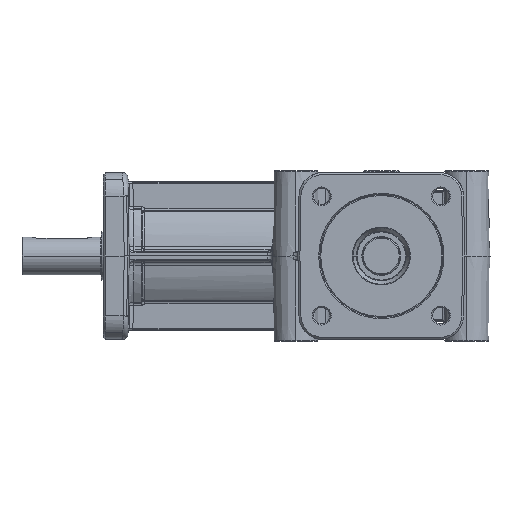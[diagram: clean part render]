
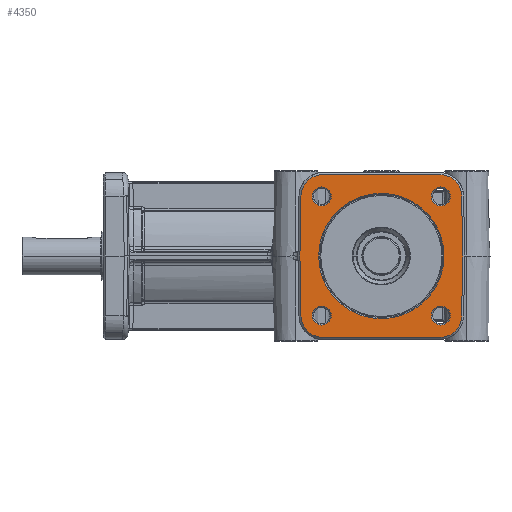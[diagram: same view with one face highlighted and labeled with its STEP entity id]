
A CAD part, left-side view. The second image highlights one B-rep face of the part: STEP entity #4350.
In plain terms, the highlighted planar face has unit normal (-1, 0, 0).
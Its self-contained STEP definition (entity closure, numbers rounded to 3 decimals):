
#4350=ADVANCED_FACE('',(#11004,#11005,#11006,#11007,#11008,#11009),#11010,.T.);
#11004=FACE_OUTER_BOUND('',#21413,.T.);
#11005=FACE_BOUND('',#21414,.T.);
#11006=FACE_BOUND('',#21415,.T.);
#11007=FACE_BOUND('',#21416,.T.);
#11008=FACE_BOUND('',#21417,.T.);
#11009=FACE_BOUND('',#21418,.T.);
#11010=PLANE('',#21419);
#21413=EDGE_LOOP('',(#99563,#99564,#99565,#99566,#99567,#99568,#99569,#99570,#99571,#99572,#99573,#99574,#99575,#99576));
#21414=EDGE_LOOP('',(#99577,#99578));
#21415=EDGE_LOOP('',(#99579,#99580));
#21416=EDGE_LOOP('',(#99581,#99582));
#21417=EDGE_LOOP('',(#99583,#99584));
#21418=EDGE_LOOP('',(#99585,#99586));
#21419=AXIS2_PLACEMENT_3D('',#99587,#99588,#99589);
#99563=ORIENTED_EDGE('',*,*,#120370,.F.);
#99564=ORIENTED_EDGE('',*,*,#120371,.F.);
#99565=ORIENTED_EDGE('',*,*,#118201,.F.);
#99566=ORIENTED_EDGE('',*,*,#120372,.F.);
#99567=ORIENTED_EDGE('',*,*,#120373,.F.);
#99568=ORIENTED_EDGE('',*,*,#118193,.F.);
#99569=ORIENTED_EDGE('',*,*,#120374,.F.);
#99570=ORIENTED_EDGE('',*,*,#120375,.F.);
#99571=ORIENTED_EDGE('',*,*,#120376,.F.);
#99572=ORIENTED_EDGE('',*,*,#118189,.F.);
#99573=ORIENTED_EDGE('',*,*,#120377,.F.);
#99574=ORIENTED_EDGE('',*,*,#120378,.F.);
#99575=ORIENTED_EDGE('',*,*,#118197,.F.);
#99576=ORIENTED_EDGE('',*,*,#120379,.F.);
#99577=ORIENTED_EDGE('',*,*,#120380,.F.);
#99578=ORIENTED_EDGE('',*,*,#118305,.F.);
#99579=ORIENTED_EDGE('',*,*,#120381,.F.);
#99580=ORIENTED_EDGE('',*,*,#118285,.F.);
#99581=ORIENTED_EDGE('',*,*,#120382,.F.);
#99582=ORIENTED_EDGE('',*,*,#118276,.F.);
#99583=ORIENTED_EDGE('',*,*,#120383,.F.);
#99584=ORIENTED_EDGE('',*,*,#118296,.F.);
#99585=ORIENTED_EDGE('',*,*,#120367,.F.);
#99586=ORIENTED_EDGE('',*,*,#120034,.F.);
#99587=CARTESIAN_POINT('',(-75.0,18.5,0.0));
#99588=DIRECTION('',(-1.0,0.0,0.0));
#99589=DIRECTION('',(0.0,0.0,1.0));
#118189=EDGE_CURVE('',#129470,#129472,#129473,.T.);
#118193=EDGE_CURVE('',#129476,#129478,#129479,.T.);
#118197=EDGE_CURVE('',#129482,#129484,#129485,.T.);
#118201=EDGE_CURVE('',#129488,#129490,#129491,.T.);
#118276=EDGE_CURVE('',#129606,#129608,#129609,.T.);
#118285=EDGE_CURVE('',#129621,#129623,#129624,.T.);
#118296=EDGE_CURVE('',#129640,#129642,#129643,.T.);
#118305=EDGE_CURVE('',#129654,#129656,#129657,.T.);
#120034=EDGE_CURVE('',#132696,#132698,#132699,.T.);
#120367=EDGE_CURVE('',#132698,#132696,#133167,.T.);
#120370=EDGE_CURVE('',#133170,#133171,#133172,.T.);
#120371=EDGE_CURVE('',#129490,#133170,#133173,.T.);
#120372=EDGE_CURVE('',#133174,#129488,#133175,.T.);
#120373=EDGE_CURVE('',#129478,#133174,#133176,.T.);
#120374=EDGE_CURVE('',#133177,#129476,#133178,.T.);
#120375=EDGE_CURVE('',#133179,#133177,#133180,.T.);
#120376=EDGE_CURVE('',#129472,#133179,#133181,.T.);
#120377=EDGE_CURVE('',#133182,#129470,#133183,.T.);
#120378=EDGE_CURVE('',#129484,#133182,#133184,.T.);
#120379=EDGE_CURVE('',#133171,#129482,#133185,.T.);
#120380=EDGE_CURVE('',#129656,#129654,#133186,.T.);
#120381=EDGE_CURVE('',#129623,#129621,#133187,.T.);
#120382=EDGE_CURVE('',#129608,#129606,#133188,.T.);
#120383=EDGE_CURVE('',#129642,#129640,#133189,.T.);
#129470=VERTEX_POINT('',#146286);
#129472=VERTEX_POINT('',#146289);
#129473=CIRCLE('',#146290,11.0);
#129476=VERTEX_POINT('',#146294);
#129478=VERTEX_POINT('',#146297);
#129479=CIRCLE('',#146298,11.0);
#129482=VERTEX_POINT('',#146302);
#129484=VERTEX_POINT('',#146305);
#129485=CIRCLE('',#146306,11.0);
#129488=VERTEX_POINT('',#146310);
#129490=VERTEX_POINT('',#146313);
#129491=CIRCLE('',#146314,11.0);
#129606=VERTEX_POINT('',#146491);
#129608=VERTEX_POINT('',#146494);
#129609=CIRCLE('',#146495,4.765);
#129621=VERTEX_POINT('',#146510);
#129623=VERTEX_POINT('',#146513);
#129624=CIRCLE('',#146514,4.765);
#129640=VERTEX_POINT('',#146558);
#129642=VERTEX_POINT('',#146561);
#129643=CIRCLE('',#146562,4.765);
#129654=VERTEX_POINT('',#146576);
#129656=VERTEX_POINT('',#146579);
#129657=CIRCLE('',#146580,4.765);
#132696=VERTEX_POINT('',#153301);
#132698=VERTEX_POINT('',#153304);
#132699=CIRCLE('',#153305,31.577);
#133167=CIRCLE('',#154104,31.577);
#133170=VERTEX_POINT('',#154107);
#133171=VERTEX_POINT('',#154108);
#133172=LINE('',#154109,#154110);
#133173=LINE('',#154111,#154112);
#133174=VERTEX_POINT('',#154113);
#133175=CIRCLE('',#154114,11.0);
#133176=LINE('',#154115,#154116);
#133177=VERTEX_POINT('',#154117);
#133178=CIRCLE('',#154118,11.0);
#133179=VERTEX_POINT('',#154119);
#133180=LINE('',#154120,#154121);
#133181=LINE('',#154122,#154123);
#133182=VERTEX_POINT('',#154124);
#133183=CIRCLE('',#154125,11.0);
#133184=LINE('',#154126,#154127);
#133185=CIRCLE('',#154128,11.0);
#133186=CIRCLE('',#154129,4.765);
#133187=CIRCLE('',#154130,4.765);
#133188=CIRCLE('',#154131,4.765);
#133189=CIRCLE('',#154132,4.765);
#146286=CARTESIAN_POINT('',(-75.0,37.185,-37.846));
#146289=CARTESIAN_POINT('',(-75.0,40.473,-30.192));
#146290=AXIS2_PLACEMENT_3D('',#186442,#186443,#186444);
#146294=CARTESIAN_POINT('',(-75.0,37.185,37.846));
#146297=CARTESIAN_POINT('',(-75.0,29.475,41.0));
#146298=AXIS2_PLACEMENT_3D('',#186447,#186448,#186449);
#146302=CARTESIAN_POINT('',(-75.0,-37.185,-37.846));
#146305=CARTESIAN_POINT('',(-75.0,-29.475,-41.0));
#146306=AXIS2_PLACEMENT_3D('',#186452,#186453,#186454);
#146310=CARTESIAN_POINT('',(-75.0,-37.185,37.846));
#146313=CARTESIAN_POINT('',(-75.0,-40.473,30.192));
#146314=AXIS2_PLACEMENT_3D('',#186457,#186458,#186459);
#146491=CARTESIAN_POINT('',(-75.0,25.235,-30.0));
#146494=CARTESIAN_POINT('',(-75.0,34.765,-30.0));
#146495=AXIS2_PLACEMENT_3D('',#186554,#186555,#186556);
#146510=CARTESIAN_POINT('',(-75.0,-34.765,30.0));
#146513=CARTESIAN_POINT('',(-75.0,-25.235,30.0));
#146514=AXIS2_PLACEMENT_3D('',#186567,#186568,#186569);
#146558=CARTESIAN_POINT('',(-75.0,-34.765,-30.0));
#146561=CARTESIAN_POINT('',(-75.0,-25.235,-30.0));
#146562=AXIS2_PLACEMENT_3D('',#186583,#186584,#186585);
#146576=CARTESIAN_POINT('',(-75.0,25.235,30.0));
#146579=CARTESIAN_POINT('',(-75.0,34.765,30.0));
#146580=AXIS2_PLACEMENT_3D('',#186596,#186597,#186598);
#153301=CARTESIAN_POINT('',(-75.0,31.577,0.));
#153304=CARTESIAN_POINT('',(-75.0,-31.577,0.));
#153305=AXIS2_PLACEMENT_3D('',#188728,#188729,#188730);
#154104=AXIS2_PLACEMENT_3D('',#189149,#189150,#189151);
#154107=CARTESIAN_POINT('',(-75.0,-41.,0.));
#154108=CARTESIAN_POINT('',(-75.0,-40.473,-30.192));
#154109=CARTESIAN_POINT('',(-75.0,-41.,0.));
#154110=VECTOR('',#189152,30.197);
#154111=CARTESIAN_POINT('',(-75.0,-40.473,30.192));
#154112=VECTOR('',#189153,30.197);
#154113=CARTESIAN_POINT('',(-75.0,-29.475,41.0));
#154114=AXIS2_PLACEMENT_3D('',#189154,#189155,#189156);
#154115=CARTESIAN_POINT('',(-75.0,29.475,41.0));
#154116=VECTOR('',#189157,58.949);
#154117=CARTESIAN_POINT('',(-75.0,40.473,30.192));
#154118=AXIS2_PLACEMENT_3D('',#189158,#189159,#189160);
#154119=CARTESIAN_POINT('',(-75.0,41.,0.));
#154120=CARTESIAN_POINT('',(-75.0,41.,0.));
#154121=VECTOR('',#189161,30.197);
#154122=CARTESIAN_POINT('',(-75.0,40.473,-30.192));
#154123=VECTOR('',#189162,30.197);
#154124=CARTESIAN_POINT('',(-75.0,29.475,-41.0));
#154125=AXIS2_PLACEMENT_3D('',#189163,#189164,#189165);
#154126=CARTESIAN_POINT('',(-75.0,-29.475,-41.0));
#154127=VECTOR('',#189166,58.949);
#154128=AXIS2_PLACEMENT_3D('',#189167,#189168,#189169);
#154129=AXIS2_PLACEMENT_3D('',#189170,#189171,#189172);
#154130=AXIS2_PLACEMENT_3D('',#189173,#189174,#189175);
#154131=AXIS2_PLACEMENT_3D('',#189176,#189177,#189178);
#154132=AXIS2_PLACEMENT_3D('',#189179,#189180,#189181);
#186442=CARTESIAN_POINT('',(-75.0,29.475,-30.0));
#186443=DIRECTION('',(1.0,0.0,0.0));
#186444=DIRECTION('',(0.0,0.701,-0.713));
#186447=CARTESIAN_POINT('',(-75.0,29.475,30.0));
#186448=DIRECTION('',(1.0,0.0,-0.0));
#186449=DIRECTION('',(0.0,0.701,0.713));
#186452=CARTESIAN_POINT('',(-75.0,-29.475,-30.0));
#186453=DIRECTION('',(1.0,0.0,0.0));
#186454=DIRECTION('',(0.0,-0.701,-0.713));
#186457=CARTESIAN_POINT('',(-75.0,-29.475,30.0));
#186458=DIRECTION('',(1.0,0.0,0.0));
#186459=DIRECTION('',(0.0,-0.701,0.713));
#186554=CARTESIAN_POINT('',(-75.0,30.0,-30.0));
#186555=DIRECTION('',(-1.0,0.0,0.0));
#186556=DIRECTION('',(0.0,-1.0,0.0));
#186567=CARTESIAN_POINT('',(-75.0,-30.0,30.0));
#186568=DIRECTION('',(-1.0,0.0,0.0));
#186569=DIRECTION('',(0.0,-1.0,0.0));
#186583=CARTESIAN_POINT('',(-75.0,-30.0,-30.0));
#186584=DIRECTION('',(-1.0,0.0,0.0));
#186585=DIRECTION('',(0.0,-1.0,0.0));
#186596=CARTESIAN_POINT('',(-75.0,30.0,30.0));
#186597=DIRECTION('',(-1.0,0.0,0.0));
#186598=DIRECTION('',(0.0,-1.0,0.0));
#188728=CARTESIAN_POINT('',(-75.0,0.0,0.0));
#188729=DIRECTION('',(-1.0,0.0,0.0));
#188730=DIRECTION('',(0.0,1.0,0.0));
#189149=CARTESIAN_POINT('',(-75.0,0.0,0.0));
#189150=DIRECTION('',(-1.0,0.0,0.0));
#189151=DIRECTION('',(0.0,1.0,0.0));
#189152=DIRECTION('',(0.0,0.017,-1.));
#189153=DIRECTION('',(0.0,-0.017,-1.));
#189154=CARTESIAN_POINT('',(-75.0,-29.475,30.0));
#189155=DIRECTION('',(1.0,0.0,0.0));
#189156=DIRECTION('',(0.0,-0.701,0.713));
#189157=DIRECTION('',(0.0,-1.0,0.0));
#189158=CARTESIAN_POINT('',(-75.0,29.475,30.0));
#189159=DIRECTION('',(1.0,0.0,-0.0));
#189160=DIRECTION('',(0.0,0.701,0.713));
#189161=DIRECTION('',(0.0,-0.017,1.));
#189162=DIRECTION('',(0.0,0.017,1.));
#189163=CARTESIAN_POINT('',(-75.0,29.475,-30.0));
#189164=DIRECTION('',(1.0,0.0,0.0));
#189165=DIRECTION('',(0.0,0.701,-0.713));
#189166=DIRECTION('',(0.0,1.0,0.0));
#189167=CARTESIAN_POINT('',(-75.0,-29.475,-30.0));
#189168=DIRECTION('',(1.0,0.0,0.0));
#189169=DIRECTION('',(0.0,-0.701,-0.713));
#189170=CARTESIAN_POINT('',(-75.0,30.0,30.0));
#189171=DIRECTION('',(-1.0,0.0,0.0));
#189172=DIRECTION('',(0.0,-1.0,0.0));
#189173=CARTESIAN_POINT('',(-75.0,-30.0,30.0));
#189174=DIRECTION('',(-1.0,0.0,0.0));
#189175=DIRECTION('',(0.0,-1.0,0.0));
#189176=CARTESIAN_POINT('',(-75.0,30.0,-30.0));
#189177=DIRECTION('',(-1.0,0.0,0.0));
#189178=DIRECTION('',(0.0,-1.0,0.0));
#189179=CARTESIAN_POINT('',(-75.0,-30.0,-30.0));
#189180=DIRECTION('',(-1.0,0.0,0.0));
#189181=DIRECTION('',(0.0,-1.0,0.0));
